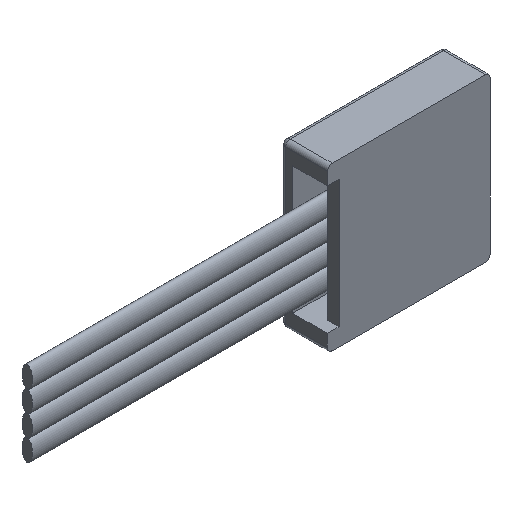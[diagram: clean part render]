
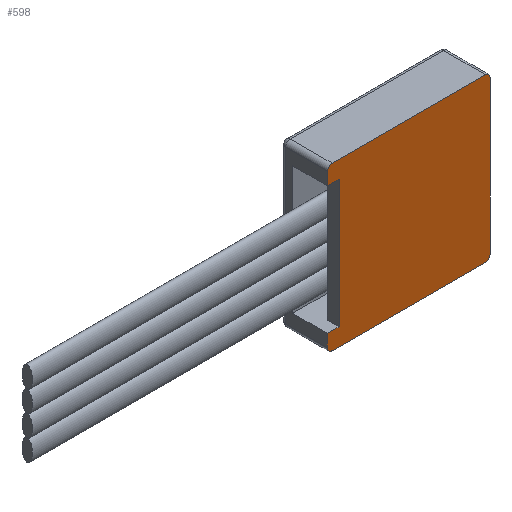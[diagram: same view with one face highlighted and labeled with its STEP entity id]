
A CAD part, isometric view. The second image highlights one B-rep face of the part: STEP entity #598.
In plain terms, the highlighted face is planar.
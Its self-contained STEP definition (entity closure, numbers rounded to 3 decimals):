
#44=CIRCLE('',#751,0.2);
#45=CIRCLE('',#752,0.2);
#46=CIRCLE('',#753,0.2);
#47=CIRCLE('',#754,0.2);
#85=PLANE('',#750);
#114=FACE_OUTER_BOUND('',#155,.T.);
#155=EDGE_LOOP('',(#471,#472,#473,#474,#475,#476,#477,#478,#479,#480,#481,
#482));
#180=LINE('',#1091,#224);
#188=LINE('',#1128,#232);
#192=LINE('',#1137,#236);
#198=LINE('',#1150,#242);
#202=LINE('',#1158,#246);
#204=LINE('',#1163,#248);
#208=LINE('',#1174,#252);
#209=LINE('',#1175,#253);
#224=VECTOR('',#832,10.);
#232=VECTOR('',#872,1000.);
#236=VECTOR('',#878,1000.);
#242=VECTOR('',#886,1000.);
#246=VECTOR('',#890,1000.);
#248=VECTOR('',#894,1000.);
#252=VECTOR('',#908,1000.);
#253=VECTOR('',#909,1000.);
#280=VERTEX_POINT('',#1088);
#281=VERTEX_POINT('',#1090);
#293=VERTEX_POINT('',#1126);
#294=VERTEX_POINT('',#1127);
#297=VERTEX_POINT('',#1135);
#298=VERTEX_POINT('',#1136);
#303=VERTEX_POINT('',#1147);
#304=VERTEX_POINT('',#1149);
#307=VERTEX_POINT('',#1155);
#308=VERTEX_POINT('',#1157);
#309=VERTEX_POINT('',#1161);
#310=VERTEX_POINT('',#1162);
#332=EDGE_CURVE('',#281,#280,#180,.T.);
#350=EDGE_CURVE('',#293,#294,#188,.T.);
#354=EDGE_CURVE('',#297,#298,#192,.T.);
#360=EDGE_CURVE('',#303,#304,#198,.T.);
#364=EDGE_CURVE('',#307,#308,#202,.T.);
#366=EDGE_CURVE('',#309,#310,#204,.T.);
#370=EDGE_CURVE('',#303,#310,#44,.T.);
#371=EDGE_CURVE('',#309,#294,#45,.T.);
#372=EDGE_CURVE('',#293,#298,#46,.T.);
#373=EDGE_CURVE('',#297,#308,#47,.T.);
#374=EDGE_CURVE('',#281,#307,#208,.T.);
#375=EDGE_CURVE('',#304,#280,#209,.T.);
#471=ORIENTED_EDGE('',*,*,#360,.F.);
#472=ORIENTED_EDGE('',*,*,#370,.T.);
#473=ORIENTED_EDGE('',*,*,#366,.F.);
#474=ORIENTED_EDGE('',*,*,#371,.T.);
#475=ORIENTED_EDGE('',*,*,#350,.F.);
#476=ORIENTED_EDGE('',*,*,#372,.T.);
#477=ORIENTED_EDGE('',*,*,#354,.F.);
#478=ORIENTED_EDGE('',*,*,#373,.T.);
#479=ORIENTED_EDGE('',*,*,#364,.F.);
#480=ORIENTED_EDGE('',*,*,#374,.F.);
#481=ORIENTED_EDGE('',*,*,#332,.T.);
#482=ORIENTED_EDGE('',*,*,#375,.F.);
#598=ADVANCED_FACE('',(#114),#85,.T.);
#750=AXIS2_PLACEMENT_3D('',#1169,#898,#899);
#751=AXIS2_PLACEMENT_3D('',#1170,#900,#901);
#752=AXIS2_PLACEMENT_3D('',#1171,#902,#903);
#753=AXIS2_PLACEMENT_3D('',#1172,#904,#905);
#754=AXIS2_PLACEMENT_3D('',#1173,#906,#907);
#832=DIRECTION('',(-1.,0.,0.));
#872=DIRECTION('',(-1.,0.,0.));
#878=DIRECTION('',(0.,1.,0.));
#886=DIRECTION('',(1.,0.,0.));
#890=DIRECTION('',(1.,0.,0.));
#894=DIRECTION('',(0.,-1.,0.));
#898=DIRECTION('center_axis',(0.,0.,-1.));
#899=DIRECTION('ref_axis',(-1.,0.,0.));
#900=DIRECTION('center_axis',(0.,0.,-1.));
#901=DIRECTION('ref_axis',(-1.,0.,0.));
#902=DIRECTION('center_axis',(0.,0.,-1.));
#903=DIRECTION('ref_axis',(-1.,0.,0.));
#904=DIRECTION('center_axis',(0.,0.,-1.));
#905=DIRECTION('ref_axis',(-1.,0.,0.));
#906=DIRECTION('center_axis',(0.,0.,-1.));
#907=DIRECTION('ref_axis',(-1.,0.,0.));
#908=DIRECTION('',(0.,-1.,0.));
#909=DIRECTION('',(0.,1.,0.));
#1088=CARTESIAN_POINT('',(1.064,1.8,-0.5));
#1090=CARTESIAN_POINT('',(6.564,1.8,-0.5));
#1091=CARTESIAN_POINT('',(6.814,1.8,-0.5));
#1126=CARTESIAN_POINT('',(7.114,8.3,-0.5));
#1127=CARTESIAN_POINT('',(0.514,8.3,-0.5));
#1128=CARTESIAN_POINT('',(7.314,8.3,-0.5));
#1135=CARTESIAN_POINT('',(7.314,1.5,-0.5));
#1136=CARTESIAN_POINT('',(7.314,8.1,-0.5));
#1137=CARTESIAN_POINT('',(7.314,1.3,-0.5));
#1147=CARTESIAN_POINT('',(0.514,1.3,-0.5));
#1149=CARTESIAN_POINT('',(1.064,1.3,-0.5));
#1150=CARTESIAN_POINT('',(0.314,1.3,-0.5));
#1155=CARTESIAN_POINT('',(6.564,1.3,-0.5));
#1157=CARTESIAN_POINT('',(7.114,1.3,-0.5));
#1158=CARTESIAN_POINT('',(0.314,1.3,-0.5));
#1161=CARTESIAN_POINT('',(0.314,8.1,-0.5));
#1162=CARTESIAN_POINT('',(0.314,1.5,-0.5));
#1163=CARTESIAN_POINT('',(0.314,8.3,-0.5));
#1169=CARTESIAN_POINT('Origin',(10.9,13.,-0.5));
#1170=CARTESIAN_POINT('Origin',(0.514,1.5,-0.5));
#1171=CARTESIAN_POINT('Origin',(0.514,8.1,-0.5));
#1172=CARTESIAN_POINT('Origin',(7.114,8.1,-0.5));
#1173=CARTESIAN_POINT('Origin',(7.114,1.5,-0.5));
#1174=CARTESIAN_POINT('',(6.564,13.,-0.5));
#1175=CARTESIAN_POINT('',(1.064,13.,-0.5));
